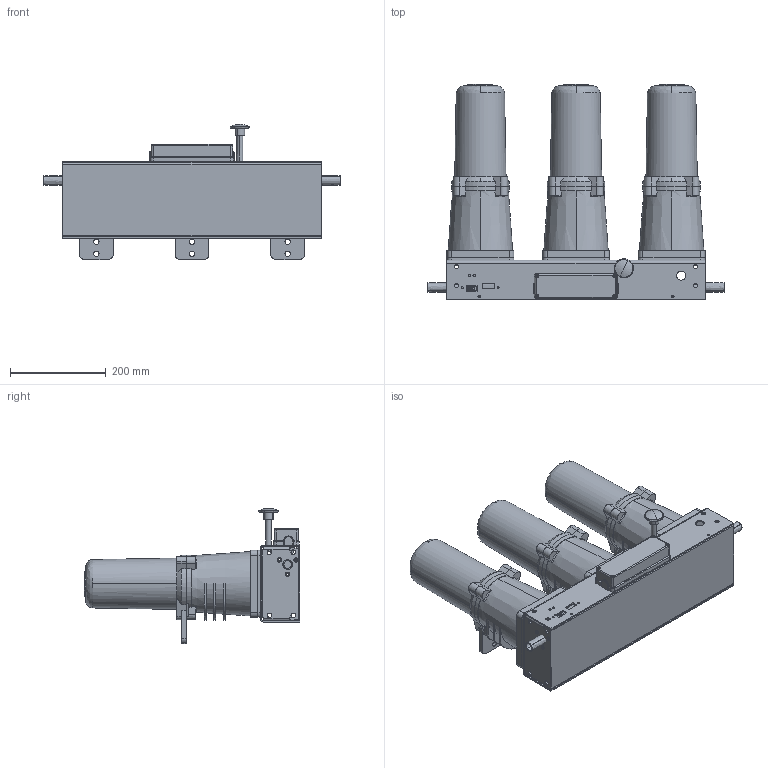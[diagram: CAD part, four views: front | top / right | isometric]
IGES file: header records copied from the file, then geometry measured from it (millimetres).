
Start section: IGES file generated from Kompas 1.3 for Windows drawing by the IGES translator from Ascon Ltd., translator version IGESOUT-5.1.
Global section: file name: 2ÃÊ.256.036-04.igs; native system: Kompas( 32 bit ) for Windows; preprocessor: 1.0; author: unknown; organization: unknown; date: -17790607:055456; units: millimetre
Bounding box: 620 x 450 x 282.5 mm (x, y, z)
Volume: 8758240.1 mm3; surface area: 1341752.6 mm2
Topology: 48 solids, 49 shells, 852 faces, 3639 edges, 2779 vertices
Faces by surface type: revolution 467, bspline 385
